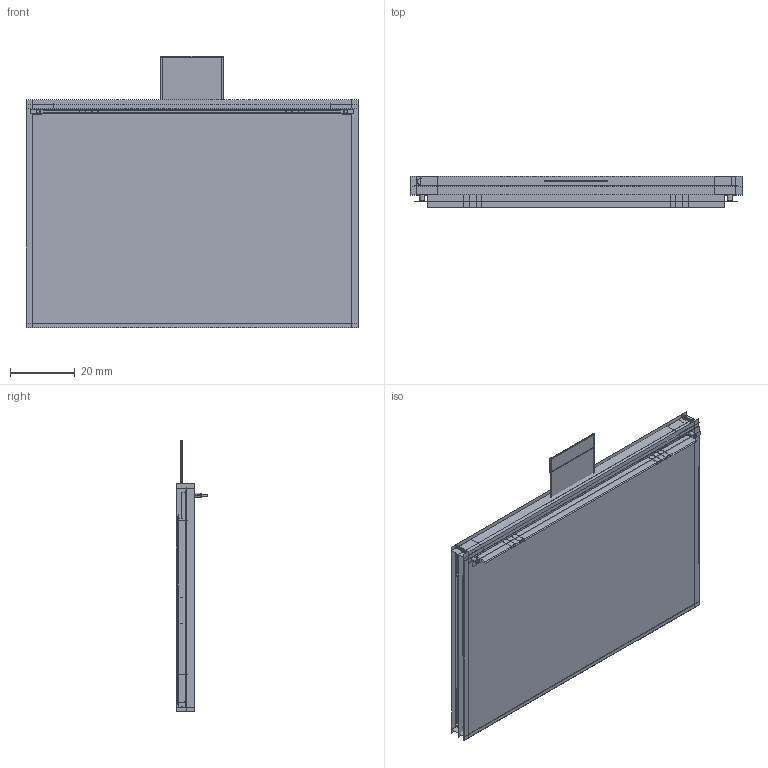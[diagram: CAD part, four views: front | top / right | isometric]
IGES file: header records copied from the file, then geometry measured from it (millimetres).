
Start section:  PTC IGES file: ae99faas1_asm.igs
Global section: file name: ae99faas1_asm.igs; native system: Pro/ENGINEER by Parametric Technology Corporation; preprocessor: 2009360; author: user64; organization: Unknown; date: 20110428.171232; units: millimetre
Bounding box: 102.65 x 9.69 x 83.8 mm (x, y, z)
Volume: 32600.7 mm3; surface area: 216687.6 mm2
Topology: 5 solids, 5 shells, 270 faces, 1292 edges, 1565 vertices
Faces by surface type: bspline 234, revolution 36
